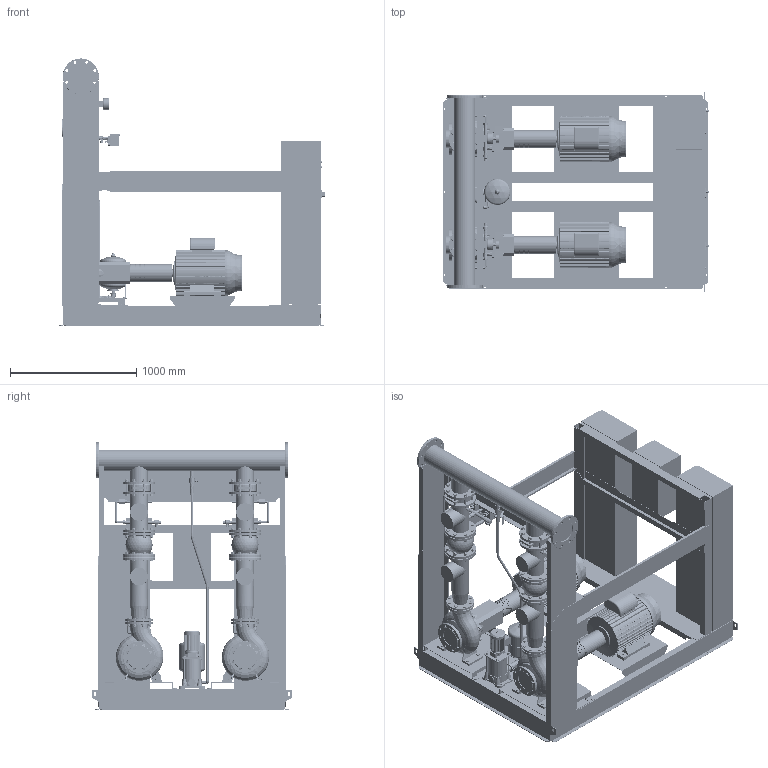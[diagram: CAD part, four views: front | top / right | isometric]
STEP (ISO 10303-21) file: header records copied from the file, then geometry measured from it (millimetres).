
FILE_DESCRIPTION((''),'2;1');
FILE_NAME('3d_Sifire-EN-100_200-168R-22_22_0.55EEJ-4183974.stp','2015-05-25T14:38:30',(''),(''),'Mechanical Desktop 2009','Mechanical Desktop 2009',', , ');
FILE_SCHEMA(('CONFIG_CONTROL_DESIGN'));
Length unit declared in the file: millimetre
Products named in the file (1): Product
Bounding box: 2105.5 x 1582 x 2112.5 mm (x, y, z)
Volume: 621940149 mm3; surface area: 41024666 mm2
Topology: 319 solids, 319 shells, 7318 faces, 17539 edges, 11023 vertices
Faces by surface type: plane 2519, bspline 2284, cylinder 1443, cone 880, torus 156, sphere 36
Entity records: 234436 total; most frequent: CARTESIAN_POINT 75943, ORIENTED_EDGE 35018, DIRECTION 30111, EDGE_CURVE 17509, VERTEX_POINT 11021, AXIS2_PLACEMENT_3D 10740, VECTOR 8631, LINE 8631
